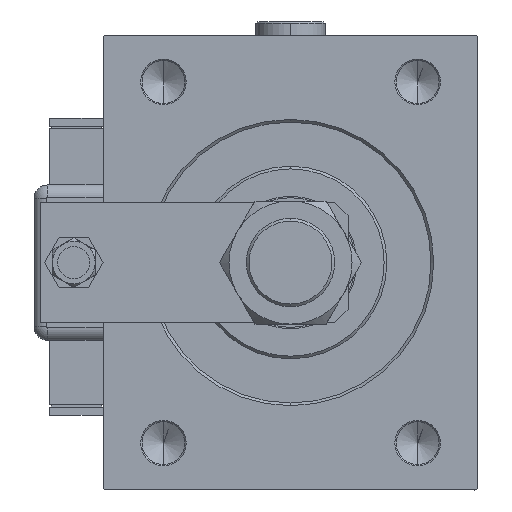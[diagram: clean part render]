
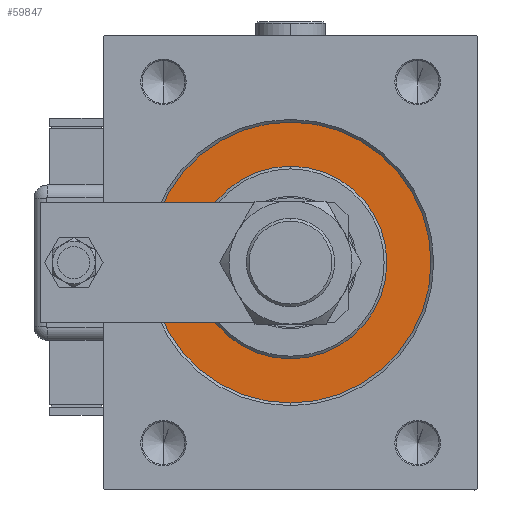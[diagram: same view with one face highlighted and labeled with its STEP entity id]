
A CAD part, left-side view. The second image highlights one B-rep face of the part: STEP entity #59847.
In plain terms, the highlighted face is planar.
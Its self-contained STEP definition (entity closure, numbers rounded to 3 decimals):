
#3320 = CARTESIAN_POINT ( 'NONE',  ( 0., 0., -52.5 ) ) ;
#3733 = AXIS2_PLACEMENT_3D ( 'NONE', #56140, #17000, #12274 ) ;
#6288 = ORIENTED_EDGE ( 'NONE', *, *, #21032, .F. ) ;
#6835 = DIRECTION ( 'NONE',  ( -1., 0., 0. ) ) ;
#8090 = VERTEX_POINT ( 'NONE', #3320 ) ;
#12274 = DIRECTION ( 'NONE',  ( 0., 0., 1. ) ) ;
#14167 = PLANE ( 'NONE',  #60905 ) ;
#16926 = AXIS2_PLACEMENT_3D ( 'NONE', #21134, #6835, #50381 ) ;
#17000 = DIRECTION ( 'NONE',  ( -1., 0., 0. ) ) ;
#18903 = CARTESIAN_POINT ( 'NONE',  ( 0., 0., 36. ) ) ;
#19517 = VERTEX_POINT ( 'NONE', #18903 ) ;
#20869 = CARTESIAN_POINT ( 'NONE',  ( 0., 0., -36. ) ) ;
#21032 = EDGE_CURVE ( 'NONE', #49362, #19517, #29874, .T. ) ;
#21134 = CARTESIAN_POINT ( 'NONE',  ( 0., 0., 0. ) ) ;
#22916 = DIRECTION ( 'NONE',  ( 1., 0., 0. ) ) ;
#24046 = CIRCLE ( 'NONE', #16926, 52.5 ) ;
#26877 = DIRECTION ( 'NONE',  ( 1., 0., 0. ) ) ;
#27053 = EDGE_CURVE ( 'NONE', #45177, #8090, #24046, .T. ) ;
#28036 = EDGE_CURVE ( 'NONE', #8090, #45177, #47415, .T. ) ;
#28057 = EDGE_CURVE ( 'NONE', #19517, #49362, #42329, .T. ) ;
#28161 = DIRECTION ( 'NONE',  ( 0., 0., 1. ) ) ;
#29874 = CIRCLE ( 'NONE', #30881, 36. ) ;
#30306 = EDGE_LOOP ( 'NONE', ( #41085, #6288 ) ) ;
#30881 = AXIS2_PLACEMENT_3D ( 'NONE', #43557, #22916, #37851 ) ;
#37337 = CARTESIAN_POINT ( 'NONE',  ( 0., 0., 0. ) ) ;
#37851 = DIRECTION ( 'NONE',  ( 0., 0., -1. ) ) ;
#38005 = DIRECTION ( 'NONE',  ( -1., 0., 0. ) ) ;
#41085 = ORIENTED_EDGE ( 'NONE', *, *, #28057, .F. ) ;
#42329 = CIRCLE ( 'NONE', #49467, 36. ) ;
#42535 = EDGE_LOOP ( 'NONE', ( #45460, #48961 ) ) ;
#43557 = CARTESIAN_POINT ( 'NONE',  ( 0., 0., 0. ) ) ;
#45177 = VERTEX_POINT ( 'NONE', #56041 ) ;
#45460 = ORIENTED_EDGE ( 'NONE', *, *, #28036, .F. ) ;
#47415 = CIRCLE ( 'NONE', #3733, 52.5 ) ;
#48961 = ORIENTED_EDGE ( 'NONE', *, *, #27053, .F. ) ;
#49362 = VERTEX_POINT ( 'NONE', #20869 ) ;
#49467 = AXIS2_PLACEMENT_3D ( 'NONE', #37337, #26877, #61225 ) ;
#50381 = DIRECTION ( 'NONE',  ( 0., 0., 1. ) ) ;
#52333 = CARTESIAN_POINT ( 'NONE',  ( 0., 0., 0. ) ) ;
#56041 = CARTESIAN_POINT ( 'NONE',  ( 0., 0., 52.5 ) ) ;
#56140 = CARTESIAN_POINT ( 'NONE',  ( 0., 0., 0. ) ) ;
#57732 = FACE_BOUND ( 'NONE', #30306, .T. ) ;
#59847 = ADVANCED_FACE ( 'NONE', ( #57732, #61894 ), #14167, .F. ) ;
#60905 = AXIS2_PLACEMENT_3D ( 'NONE', #52333, #38005, #28161 ) ;
#61225 = DIRECTION ( 'NONE',  ( 0., 0., -1. ) ) ;
#61894 = FACE_OUTER_BOUND ( 'NONE', #42535, .T. ) ;
